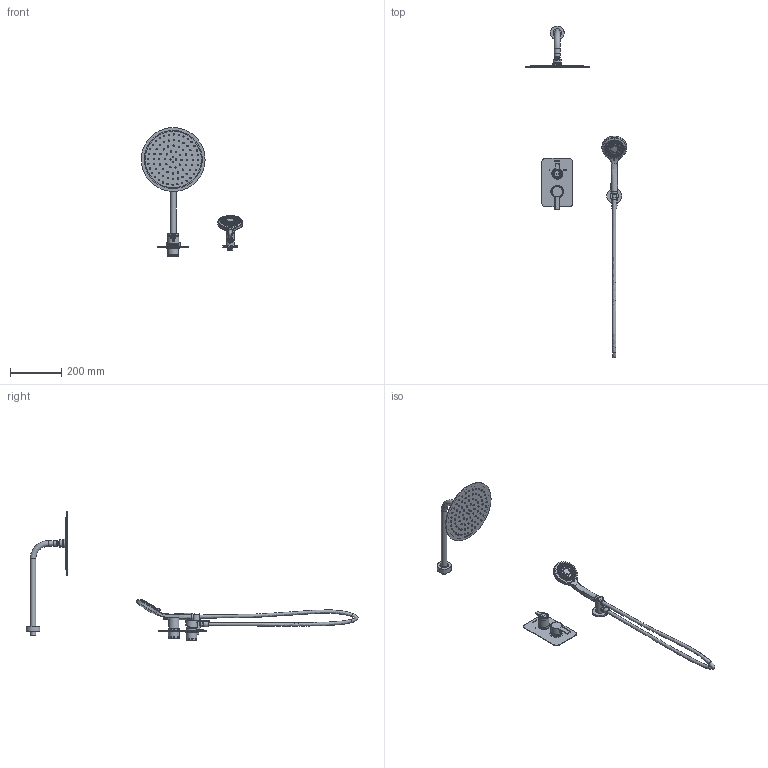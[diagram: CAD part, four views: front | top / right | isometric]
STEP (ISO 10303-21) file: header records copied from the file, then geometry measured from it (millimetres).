
FILE_DESCRIPTION (( 'STEP AP203' ), '1' );
FILE_NAME ('94DP02556.STEP', '2021-04-07T08:40:17', ( '' ), ( '' ), 'SwSTEP 2.0', 'SolidWorks 2018', '' );
FILE_SCHEMA (( 'CONFIG_CONTROL_DESIGN' ));
Length unit declared in the file: millimetre
Products named in the file (1): 94DP02556
Bounding box: 397.02 x 1300.44 x 504.45 mm (x, y, z)
Volume: 945816.2 mm3; surface area: 369089.2 mm2
Topology: 18 solids, 18 shells, 925 faces, 1781 edges, 1193 vertices
Faces by surface type: plane 382, cylinder 361, torus 104, bspline 43, cone 29, sphere 6
Full cylindrical faces by diameter (mm): 1 x86, 2 x9, 2.3 x1, 3.3 x1, 4 x70, 5 x86, 6.2 x1, 6.8 x1, 9 x1, 9.5 x1, 10.5 x1, 11.6 x1, 12.8 x1, 13.4 x1, 14 x1, 15 x3, 18 x3, 18.1 x1, 18.3 x1, 18.5 x1, 18.632 x1, 18.7 x1, 19 x1, 20.6 x1, 20.932 x1, 21 x6, 22 x2, 22.7 x1, 23 x2, 23.3 x1
Entity records: 30362 total; most frequent: CARTESIAN_POINT 14113, DIRECTION 3502, ORIENTED_EDGE 2312, EDGE_LOOP 1690, AXIS2_PLACEMENT_3D 1683, FACE_OUTER_BOUND 1337, EDGE_CURVE 1156, VERTEX_POINT 1010
